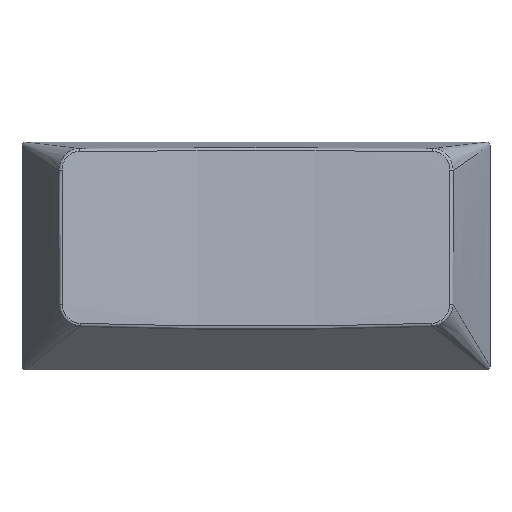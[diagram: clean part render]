
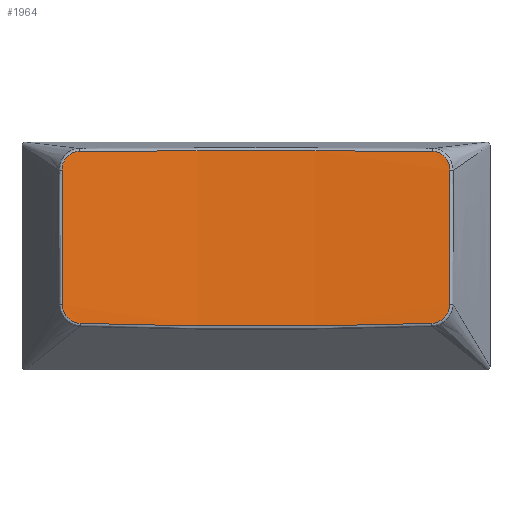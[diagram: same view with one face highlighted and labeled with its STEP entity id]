
A CAD part, top view. The second image highlights one B-rep face of the part: STEP entity #1964.
In plain terms, the highlighted cylindrical face has radius 201.155 mm (diameter 402.309 mm), a partial arc.
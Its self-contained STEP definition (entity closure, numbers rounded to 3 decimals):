
#23=ELLIPSE('',#2105,163.262,141.322);
#25=ELLIPSE('',#2107,171.441,148.393);
#103=CYLINDRICAL_SURFACE('',#2109,201.155);
#203=FACE_OUTER_BOUND('',#312,.T.);
#312=EDGE_LOOP('',(#1802,#1803,#1804,#1805,#1806,#1807,#1808,#1809));
#764=B_SPLINE_CURVE_WITH_KNOTS('',3,(#3774,#3775,#3776,#3777,#3778,#3779),
 .UNSPECIFIED.,.F.,.F.,(4,1,1,4),(0.,0.657,1.313,
2.298),.UNSPECIFIED.);
#766=B_SPLINE_CURVE_WITH_KNOTS('',3,(#3857,#3858,#3859,#3860,#3861,#3862,
#3863,#3864,#3865),.UNSPECIFIED.,.F.,.F.,(4,1,1,1,1,1,4),(-10.664,
-9.14,-7.617,-4.57,-1.523,
-0.762,0.),.UNSPECIFIED.);
#771=B_SPLINE_CURVE_WITH_KNOTS('',3,(#4133,#4134,#4135,#4136,#4137,#4138),
 .UNSPECIFIED.,.F.,.F.,(4,1,1,4),(0.,0.985,1.642,
2.298),.UNSPECIFIED.);
#774=B_SPLINE_CURVE_WITH_KNOTS('',3,(#4184,#4185,#4186,#4187,#4188,#4189),
 .UNSPECIFIED.,.F.,.F.,(4,1,1,4),(0.,0.959,1.598,
2.238),.UNSPECIFIED.);
#776=B_SPLINE_CURVE_WITH_KNOTS('',3,(#4244,#4245,#4246,#4247,#4248,#4249,
#4250,#4251,#4252),.UNSPECIFIED.,.F.,.F.,(4,1,1,1,1,1,4),(-10.664,
-9.14,-7.617,-4.57,-3.047,
-1.523,0.),.UNSPECIFIED.);
#780=B_SPLINE_CURVE_WITH_KNOTS('',3,(#4329,#4330,#4331,#4332,#4333,#4334),
 .UNSPECIFIED.,.F.,.F.,(4,1,1,4),(0.,0.639,
1.279,2.238),.UNSPECIFIED.);
#955=VERTEX_POINT('',#3750);
#958=VERTEX_POINT('',#3766);
#960=VERTEX_POINT('',#3802);
#961=VERTEX_POINT('',#3856);
#964=VERTEX_POINT('',#4125);
#965=VERTEX_POINT('',#4169);
#968=VERTEX_POINT('',#4236);
#969=VERTEX_POINT('',#4282);
#1231=EDGE_CURVE('',#958,#955,#764,.T.);
#1234=EDGE_CURVE('',#960,#958,#23,.T.);
#1235=EDGE_CURVE('',#955,#961,#766,.T.);
#1240=EDGE_CURVE('',#964,#960,#771,.T.);
#1243=EDGE_CURVE('',#961,#965,#774,.T.);
#1245=EDGE_CURVE('',#968,#964,#776,.T.);
#1249=EDGE_CURVE('',#965,#969,#25,.T.);
#1251=EDGE_CURVE('',#969,#968,#780,.T.);
#1802=ORIENTED_EDGE('',*,*,#1231,.F.);
#1803=ORIENTED_EDGE('',*,*,#1234,.F.);
#1804=ORIENTED_EDGE('',*,*,#1240,.F.);
#1805=ORIENTED_EDGE('',*,*,#1245,.F.);
#1806=ORIENTED_EDGE('',*,*,#1251,.F.);
#1807=ORIENTED_EDGE('',*,*,#1249,.F.);
#1808=ORIENTED_EDGE('',*,*,#1243,.F.);
#1809=ORIENTED_EDGE('',*,*,#1235,.F.);
#1964=ADVANCED_FACE('',(#203),#103,.F.);
#2105=AXIS2_PLACEMENT_3D('',#3810,#2528,#2529);
#2107=AXIS2_PLACEMENT_3D('',#4292,#2532,#2533);
#2109=AXIS2_PLACEMENT_3D('',#4413,#2541,#2542);
#2528=DIRECTION('center_axis',(0.,0.9,
-0.436));
#2529=DIRECTION('ref_axis',(1.,0.,0.));
#2532=DIRECTION('center_axis',(0.,-0.996,
-0.087));
#2533=DIRECTION('ref_axis',(1.,0.,0.));
#2541=DIRECTION('center_axis',(0.,-0.996,
0.093));
#2542=DIRECTION('ref_axis',(-0.092,-0.092,-0.992));
#3750=CARTESIAN_POINT('',(229.109,170.22,7.133));
#3766=CARTESIAN_POINT('',(230.527,168.695,7.171));
#3774=CARTESIAN_POINT('Ctrl Pts',(230.527,168.695,7.171));
#3775=CARTESIAN_POINT('Ctrl Pts',(230.309,168.702,7.185));
#3776=CARTESIAN_POINT('Ctrl Pts',(229.879,168.829,7.204));
#3777=CARTESIAN_POINT('Ctrl Pts',(229.295,169.351,7.199));
#3778=CARTESIAN_POINT('Ctrl Pts',(229.109,169.893,7.163));
#3779=CARTESIAN_POINT('Ctrl Pts',(229.109,170.22,7.133));
#3802=CARTESIAN_POINT('',(258.374,168.695,7.171));
#3810=CARTESIAN_POINT('Origin',(244.451,230.118,133.874));
#3856=CARTESIAN_POINT('',(229.092,180.837,6.144));
#3857=CARTESIAN_POINT('Ctrl Pts',(229.109,170.22,7.133));
#3858=CARTESIAN_POINT('Ctrl Pts',(229.109,170.726,7.085));
#3859=CARTESIAN_POINT('Ctrl Pts',(229.108,171.737,6.991));
#3860=CARTESIAN_POINT('Ctrl Pts',(229.105,173.759,6.803));
#3861=CARTESIAN_POINT('Ctrl Pts',(229.1,176.287,6.567));
#3862=CARTESIAN_POINT('Ctrl Pts',(229.096,178.562,6.356));
#3863=CARTESIAN_POINT('Ctrl Pts',(229.093,180.079,6.214));
#3864=CARTESIAN_POINT('Ctrl Pts',(229.092,180.585,6.167));
#3865=CARTESIAN_POINT('Ctrl Pts',(229.092,180.837,6.144));
#4125=CARTESIAN_POINT('',(259.792,170.22,7.133));
#4133=CARTESIAN_POINT('Ctrl Pts',(259.792,170.22,7.133));
#4134=CARTESIAN_POINT('Ctrl Pts',(259.792,169.893,7.163));
#4135=CARTESIAN_POINT('Ctrl Pts',(259.606,169.351,7.199));
#4136=CARTESIAN_POINT('Ctrl Pts',(259.022,168.829,7.204));
#4137=CARTESIAN_POINT('Ctrl Pts',(258.592,168.702,7.185));
#4138=CARTESIAN_POINT('Ctrl Pts',(258.374,168.695,7.171));
#4169=CARTESIAN_POINT('',(230.452,182.319,5.906));
#4184=CARTESIAN_POINT('Ctrl Pts',(229.092,180.837,6.144));
#4185=CARTESIAN_POINT('Ctrl Pts',(229.092,181.156,6.114));
#4186=CARTESIAN_POINT('Ctrl Pts',(229.263,181.683,6.052));
#4187=CARTESIAN_POINT('Ctrl Pts',(229.82,182.196,5.962));
#4188=CARTESIAN_POINT('Ctrl Pts',(230.24,182.317,5.921));
#4189=CARTESIAN_POINT('Ctrl Pts',(230.452,182.319,5.906));
#4236=CARTESIAN_POINT('',(259.809,180.837,6.144));
#4244=CARTESIAN_POINT('Ctrl Pts',(259.809,180.837,6.144));
#4245=CARTESIAN_POINT('Ctrl Pts',(259.809,180.332,6.191));
#4246=CARTESIAN_POINT('Ctrl Pts',(259.806,179.321,6.285));
#4247=CARTESIAN_POINT('Ctrl Pts',(259.803,177.298,6.473));
#4248=CARTESIAN_POINT('Ctrl Pts',(259.799,175.276,6.662));
#4249=CARTESIAN_POINT('Ctrl Pts',(259.796,173.254,6.85));
#4250=CARTESIAN_POINT('Ctrl Pts',(259.794,171.737,6.991));
#4251=CARTESIAN_POINT('Ctrl Pts',(259.792,170.726,7.085));
#4252=CARTESIAN_POINT('Ctrl Pts',(259.792,170.22,7.133));
#4282=CARTESIAN_POINT('',(258.449,182.319,5.906));
#4292=CARTESIAN_POINT('Origin',(244.451,169.396,153.238));
#4329=CARTESIAN_POINT('Ctrl Pts',(258.449,182.319,5.906));
#4330=CARTESIAN_POINT('Ctrl Pts',(258.661,182.317,5.921));
#4331=CARTESIAN_POINT('Ctrl Pts',(259.081,182.196,5.962));
#4332=CARTESIAN_POINT('Ctrl Pts',(259.638,181.683,6.052));
#4333=CARTESIAN_POINT('Ctrl Pts',(259.809,181.156,6.114));
#4334=CARTESIAN_POINT('Ctrl Pts',(259.809,180.837,6.144));
#4413=CARTESIAN_POINT('Origin',(244.451,191.793,206.56));
